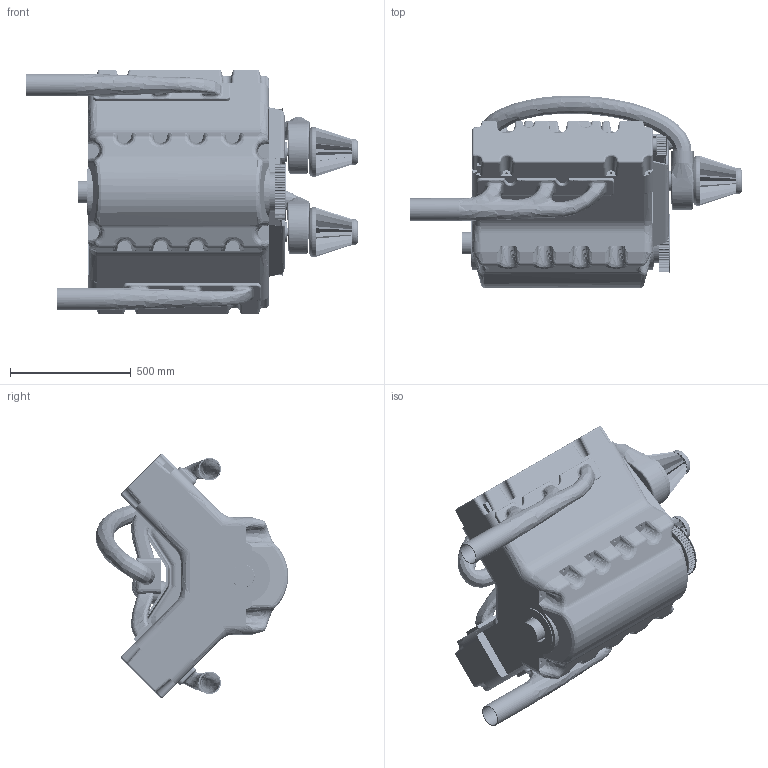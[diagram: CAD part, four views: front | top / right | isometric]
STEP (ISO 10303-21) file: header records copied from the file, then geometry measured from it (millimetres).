
FILE_DESCRIPTION(('FreeCAD Model'),'2;1');
FILE_NAME('Open CASCADE Shape Model','2025-05-29T09:34:45',('FreeCAD'),( 'FreeCAD'),'Open CASCADE STEP processor 7.6','FreeCAD','Unknown');
FILE_SCHEMA(('AUTOMOTIVE_DESIGN { 1 0 10303 214 1 1 1 1 }'));
Products named in the file (1): Open CASCADE STEP translator 7.6 1
Bounding box: 1372.15 x 795.81 x 1009.16 mm (x, y, z)
Volume: 140307054.5 mm3; surface area: 16136010.7 mm2
Topology: 181 solids, 183 shells, 8273 faces, 21296 edges, 13336 vertices
Faces by surface type: bspline 8273
Entity records: 660044 total; most frequent: CARTESIAN_POINT 541329, ORIENTED_EDGE 42152, EDGE_CURVE 21076, VERTEX_POINT 13336, B_SPLINE_CURVE_WITH_KNOTS 12526, FACE_BOUND 9056, EDGE_LOOP 9056, ADVANCED_FACE 8273
